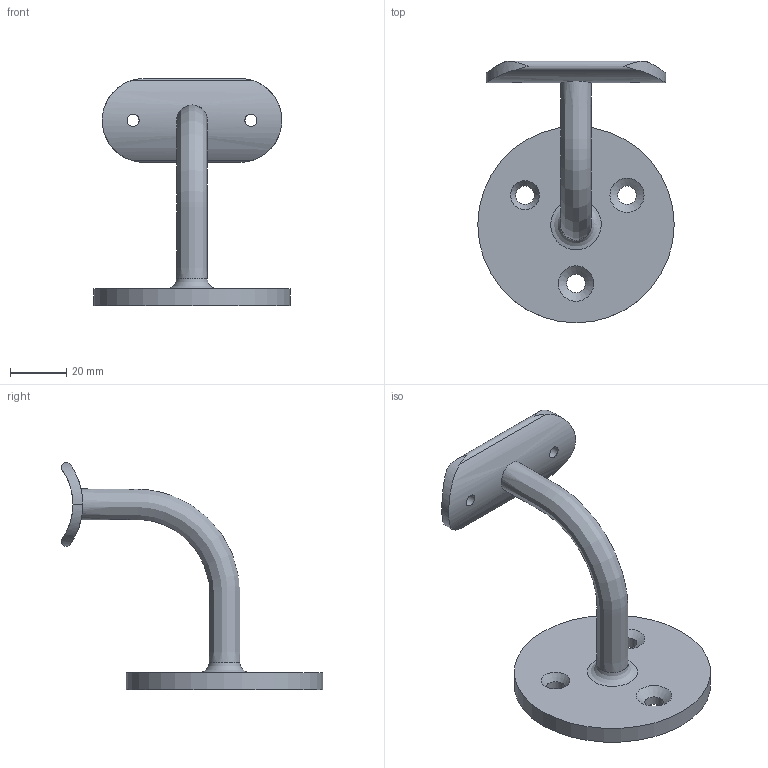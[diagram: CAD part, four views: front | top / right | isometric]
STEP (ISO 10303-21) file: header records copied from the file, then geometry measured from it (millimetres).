
FILE_DESCRIPTION(/* description */ (''),/* implementation_level */ '2;1');
FILE_NAME(/* name */ '1855_Cosch_Edelstahltechnik.stp',/* time_stamp */ '2018-12-18T19:45:02+01:00',/* author */ (''),/* organization */ (''),/* preprocessor_version */ 'ST-DEVELOPER v16',/* originating_system */ 'SIEMENS PLM Software NX 11.0',/* authorisation */ '');
FILE_SCHEMA (('AUTOMOTIVE_DESIGN { 1 0 10303 214 3 1 1 1 }'));
Length unit declared in the file: millimetre
Products named in the file (1): Goge15C81159y174
Bounding box: 70 x 93.16 x 80.93 mm (x, y, z)
Volume: 37702.3 mm3; surface area: 16369.8 mm2
Topology: 1 solids, 1 shells, 21 faces, 55 edges, 39 vertices
Faces by surface type: cylinder 14, cone 3, plane 2, bspline 2
Full cylindrical faces by diameter (mm): 4.3 x2, 6.6 x3, 70 x1
Entity records: 2140 total; most frequent: CARTESIAN_POINT 1662, ORIENTED_EDGE 80, DIRECTION 68, EDGE_LOOP 44, EDGE_CURVE 40, FACE_BOUND 38, VERTEX_POINT 34, AXIS2_PLACEMENT_3D 32
